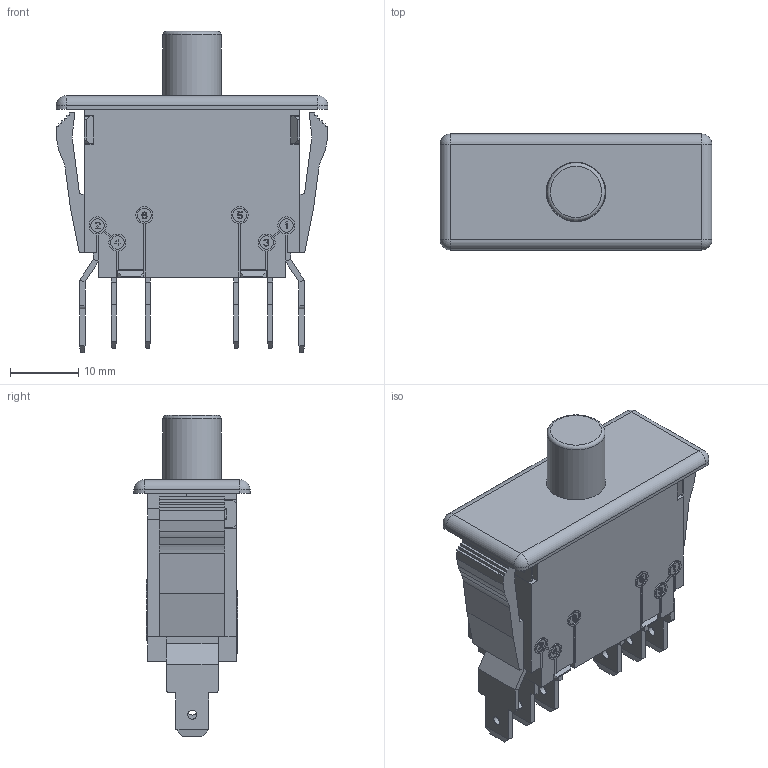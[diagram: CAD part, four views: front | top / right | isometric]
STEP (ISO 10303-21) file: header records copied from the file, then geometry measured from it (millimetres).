
FILE_DESCRIPTION(/* description */ (''),/* implementation_level */ '2;1');
FILE_NAME(/* name */ 'PP2-1H1-xDx.stp',/* time_stamp */ '2025-05-28T11:15:28-05:00',/* author */ ('mroman'),/* organization */ (''),/* preprocessor_version */ 'ST-DEVELOPER v18.1',/* originating_system */ 'Autodesk Inventor 2022',/* authorisation */ '');
FILE_SCHEMA (('AUTOMOTIVE_DESIGN { 1 0 10303 214 3 1 1 }'));
Length unit declared in the file: centimetre
Products named in the file (1): PP2-1H1-xDx
Bounding box: 39.8 x 17 x 47 mm (x, y, z)
Volume: 5542.1 mm3; surface area: 8809.9 mm2
Topology: 2 solids, 8 shells, 1353 faces, 3835 edges, 2509 vertices
Faces by surface type: plane 1286, cylinder 62, sphere 4, torus 1
Full cylindrical faces by diameter (mm): 1.3 x6, 2 x6, 8.5 x1, 8.7 x1
Entity records: 42987 total; most frequent: CARTESIAN_POINT 7698, ORIENTED_EDGE 7670, DIRECTION 6667, EDGE_CURVE 3835, LINE 3711, VECTOR 3711, VERTEX_POINT 2509, AXIS2_PLACEMENT_3D 1478
